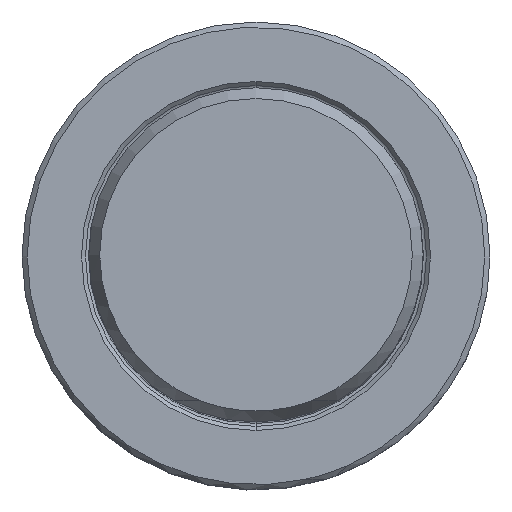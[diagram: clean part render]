
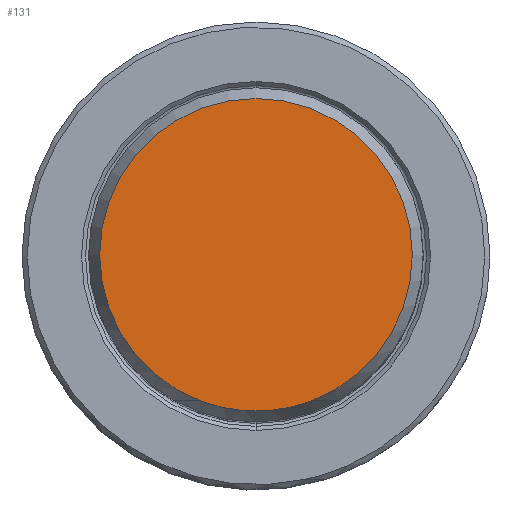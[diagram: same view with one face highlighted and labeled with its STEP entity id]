
A CAD part, top view. The second image highlights one B-rep face of the part: STEP entity #131.
In plain terms, the highlighted planar face has unit normal (0, 0, 1).
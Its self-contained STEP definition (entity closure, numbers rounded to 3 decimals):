
#40=PLANE('',#1218);
#131=ADVANCED_FACE('',(#213),#40,.F.);
#213=FACE_OUTER_BOUND('',#275,.T.);
#275=EDGE_LOOP('',(#443,#444,#445,#446));
#443=ORIENTED_EDGE('',*,*,#743,.F.);
#444=ORIENTED_EDGE('',*,*,#744,.F.);
#445=ORIENTED_EDGE('',*,*,#745,.F.);
#446=ORIENTED_EDGE('',*,*,#746,.F.);
#627=VERTEX_POINT('',#2240);
#628=VERTEX_POINT('',#2241);
#629=VERTEX_POINT('',#2243);
#630=VERTEX_POINT('',#2245);
#743=EDGE_CURVE('',#627,#628,#902,.T.);
#744=EDGE_CURVE('',#629,#627,#903,.T.);
#745=EDGE_CURVE('',#630,#629,#904,.T.);
#746=EDGE_CURVE('',#628,#630,#905,.T.);
#902=CIRCLE('',#1214,14.847);
#903=CIRCLE('',#1215,14.847);
#904=CIRCLE('',#1216,14.847);
#905=CIRCLE('',#1217,14.847);
#1214=AXIS2_PLACEMENT_3D('',#2239,#1467,#1468);
#1215=AXIS2_PLACEMENT_3D('',#2242,#1469,#1470);
#1216=AXIS2_PLACEMENT_3D('',#2244,#1471,#1472);
#1217=AXIS2_PLACEMENT_3D('',#2246,#1473,#1474);
#1218=AXIS2_PLACEMENT_3D('',#2247,#1475,#1476);
#1467=DIRECTION('',(0.,0.,-1.));
#1468=DIRECTION('',(0.356,-0.935,0.));
#1469=DIRECTION('',(0.,0.,-1.));
#1470=DIRECTION('',(1.,0.,0.));
#1471=DIRECTION('',(0.,0.,-1.));
#1472=DIRECTION('',(-1.,0.,0.));
#1473=DIRECTION('',(0.,0.,-1.));
#1474=DIRECTION('',(-0.356,-0.935,0.));
#1475=DIRECTION('',(0.,0.,-1.));
#1476=DIRECTION('',(-1.,0.,0.));
#2239=CARTESIAN_POINT('',(0.,0.,60.33));
#2240=CARTESIAN_POINT('',(5.284,-13.875,60.33));
#2241=CARTESIAN_POINT('',(-5.284,-13.875,60.33));
#2242=CARTESIAN_POINT('',(0.,0.,60.33));
#2243=CARTESIAN_POINT('',(14.847,0.,60.33));
#2244=CARTESIAN_POINT('',(0.,0.,60.33));
#2245=CARTESIAN_POINT('',(-14.847,0.,60.33));
#2246=CARTESIAN_POINT('',(0.,0.,60.33));
#2247=CARTESIAN_POINT('',(0.,0.,60.33));
